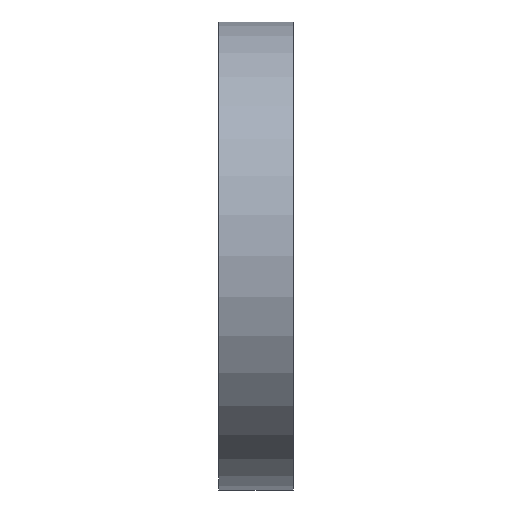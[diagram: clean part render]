
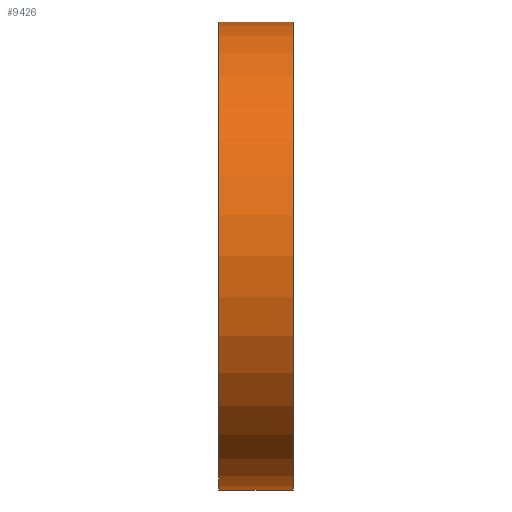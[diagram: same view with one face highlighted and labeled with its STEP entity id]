
A CAD part, left-side view. The second image highlights one B-rep face of the part: STEP entity #9426.
In plain terms, the highlighted cylindrical face has radius 12.5 mm (diameter 25 mm), a partial arc.
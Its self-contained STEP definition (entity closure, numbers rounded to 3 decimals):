
#167 = CARTESIAN_POINT ( 'NONE',  ( 0., 2., 12.5 ) ) ;
#455 = CARTESIAN_POINT ( 'NONE',  ( 0., 2., 12.5 ) ) ;
#523 = EDGE_CURVE ( 'NONE', #2759, #3497, #6115, .T. ) ;
#618 = EDGE_CURVE ( 'NONE', #3417, #1209, #9716, .T. ) ;
#873 = ORIENTED_EDGE ( 'NONE', *, *, #6372, .T. ) ;
#1209 = VERTEX_POINT ( 'NONE', #8602 ) ;
#2060 = DIRECTION ( 'NONE',  ( 0., 0., -1. ) ) ;
#2269 = AXIS2_PLACEMENT_3D ( 'NONE', #11075, #4909, #6977 ) ;
#2759 = VERTEX_POINT ( 'NONE', #8283 ) ;
#2847 = AXIS2_PLACEMENT_3D ( 'NONE', #8105, #8244, #2060 ) ;
#3417 = VERTEX_POINT ( 'NONE', #4349 ) ;
#3497 = VERTEX_POINT ( 'NONE', #455 ) ;
#3818 = EDGE_LOOP ( 'NONE', ( #7879, #12151, #873, #12044 ) ) ;
#4349 = CARTESIAN_POINT ( 'NONE',  ( 0., -2., -12.5 ) ) ;
#4838 = VECTOR ( 'NONE', #10365, 1000. ) ;
#4909 = DIRECTION ( 'NONE',  ( 0., 1., 0. ) ) ;
#4949 = DIRECTION ( 'NONE',  ( 0., 0., 1. ) ) ;
#4980 = EDGE_CURVE ( 'NONE', #3497, #1209, #9353, .T. ) ;
#5736 = AXIS2_PLACEMENT_3D ( 'NONE', #10119, #10066, #4949 ) ;
#6115 = CIRCLE ( 'NONE', #2269, 12.5 ) ;
#6372 = EDGE_CURVE ( 'NONE', #2759, #3417, #13163, .T. ) ;
#6977 = DIRECTION ( 'NONE',  ( 0., 0., 1. ) ) ;
#7345 = CARTESIAN_POINT ( 'NONE',  ( 0., 2., -12.5 ) ) ;
#7409 = DIRECTION ( 'NONE',  ( 0., -1., 0. ) ) ;
#7879 = ORIENTED_EDGE ( 'NONE', *, *, #4980, .F. ) ;
#8105 = CARTESIAN_POINT ( 'NONE',  ( 0., 2., 0. ) ) ;
#8244 = DIRECTION ( 'NONE',  ( 0., -1., 0. ) ) ;
#8283 = CARTESIAN_POINT ( 'NONE',  ( 0., 2., -12.5 ) ) ;
#8602 = CARTESIAN_POINT ( 'NONE',  ( 0., -2., 12.5 ) ) ;
#9353 = LINE ( 'NONE', #167, #11588 ) ;
#9426 = ADVANCED_FACE ( 'NONE', ( #10929 ), #13298, .T. ) ;
#9716 = CIRCLE ( 'NONE', #5736, 12.5 ) ;
#10066 = DIRECTION ( 'NONE',  ( 0., 1., 0. ) ) ;
#10119 = CARTESIAN_POINT ( 'NONE',  ( 0., -2., 0. ) ) ;
#10365 = DIRECTION ( 'NONE',  ( 0., -1., 0. ) ) ;
#10929 = FACE_OUTER_BOUND ( 'NONE', #3818, .T. ) ;
#11075 = CARTESIAN_POINT ( 'NONE',  ( 0., 2., 0. ) ) ;
#11588 = VECTOR ( 'NONE', #7409, 1000. ) ;
#12044 = ORIENTED_EDGE ( 'NONE', *, *, #618, .T. ) ;
#12151 = ORIENTED_EDGE ( 'NONE', *, *, #523, .F. ) ;
#13163 = LINE ( 'NONE', #7345, #4838 ) ;
#13298 = CYLINDRICAL_SURFACE ( 'NONE', #2847, 12.5 ) ;
